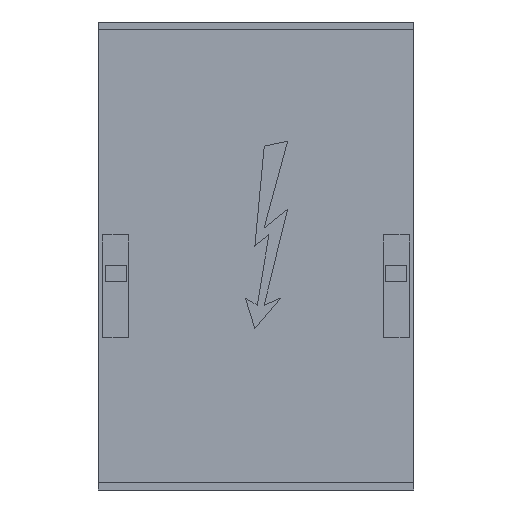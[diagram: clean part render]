
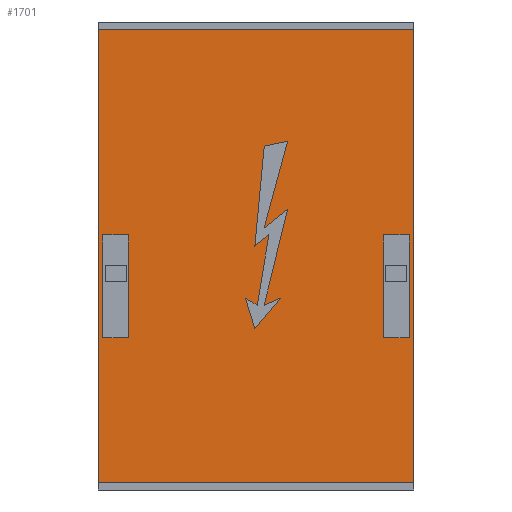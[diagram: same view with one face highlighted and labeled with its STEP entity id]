
A CAD part, front view. The second image highlights one B-rep face of the part: STEP entity #1701.
In plain terms, the highlighted face is planar.
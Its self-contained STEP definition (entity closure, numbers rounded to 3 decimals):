
#40=ORIENTED_EDGE('',*,*,#394,.T.);
#41=ORIENTED_EDGE('',*,*,#395,.T.);
#42=ORIENTED_EDGE('',*,*,#396,.T.);
#43=ORIENTED_EDGE('',*,*,#397,.T.);
#44=ORIENTED_EDGE('',*,*,#398,.T.);
#45=ORIENTED_EDGE('',*,*,#399,.T.);
#46=ORIENTED_EDGE('',*,*,#400,.T.);
#47=ORIENTED_EDGE('',*,*,#401,.T.);
#48=ORIENTED_EDGE('',*,*,#402,.T.);
#49=ORIENTED_EDGE('',*,*,#403,.T.);
#50=ORIENTED_EDGE('',*,*,#404,.T.);
#51=ORIENTED_EDGE('',*,*,#405,.T.);
#52=ORIENTED_EDGE('',*,*,#406,.T.);
#53=ORIENTED_EDGE('',*,*,#407,.T.);
#54=ORIENTED_EDGE('',*,*,#408,.T.);
#55=ORIENTED_EDGE('',*,*,#409,.T.);
#56=ORIENTED_EDGE('',*,*,#410,.F.);
#57=ORIENTED_EDGE('',*,*,#411,.F.);
#58=ORIENTED_EDGE('',*,*,#412,.T.);
#59=ORIENTED_EDGE('',*,*,#413,.T.);
#60=ORIENTED_EDGE('',*,*,#414,.T.);
#61=ORIENTED_EDGE('',*,*,#415,.T.);
#62=ORIENTED_EDGE('',*,*,#416,.T.);
#394=EDGE_CURVE('',#571,#572,#689,.T.);
#395=EDGE_CURVE('',#572,#573,#690,.T.);
#396=EDGE_CURVE('',#573,#574,#691,.T.);
#397=EDGE_CURVE('',#574,#575,#692,.T.);
#398=EDGE_CURVE('',#575,#576,#693,.T.);
#399=EDGE_CURVE('',#576,#577,#694,.T.);
#400=EDGE_CURVE('',#577,#578,#695,.T.);
#401=EDGE_CURVE('',#578,#579,#696,.T.);
#402=EDGE_CURVE('',#579,#580,#697,.T.);
#403=EDGE_CURVE('',#580,#581,#698,.T.);
#404=EDGE_CURVE('',#581,#571,#699,.T.);
#405=EDGE_CURVE('',#582,#583,#700,.T.);
#406=EDGE_CURVE('',#583,#584,#701,.T.);
#407=EDGE_CURVE('',#584,#585,#702,.T.);
#408=EDGE_CURVE('',#585,#582,#703,.T.);
#409=EDGE_CURVE('',#586,#587,#704,.T.);
#410=EDGE_CURVE('',#588,#587,#705,.T.);
#411=EDGE_CURVE('',#589,#588,#706,.T.);
#412=EDGE_CURVE('',#589,#586,#707,.T.);
#413=EDGE_CURVE('',#590,#591,#708,.T.);
#414=EDGE_CURVE('',#591,#592,#709,.T.);
#415=EDGE_CURVE('',#592,#593,#710,.T.);
#416=EDGE_CURVE('',#593,#590,#711,.T.);
#571=VERTEX_POINT('',#2189);
#572=VERTEX_POINT('',#2190);
#573=VERTEX_POINT('',#2192);
#574=VERTEX_POINT('',#2194);
#575=VERTEX_POINT('',#2196);
#576=VERTEX_POINT('',#2198);
#577=VERTEX_POINT('',#2200);
#578=VERTEX_POINT('',#2202);
#579=VERTEX_POINT('',#2204);
#580=VERTEX_POINT('',#2206);
#581=VERTEX_POINT('',#2208);
#582=VERTEX_POINT('',#2211);
#583=VERTEX_POINT('',#2212);
#584=VERTEX_POINT('',#2214);
#585=VERTEX_POINT('',#2216);
#586=VERTEX_POINT('',#2219);
#587=VERTEX_POINT('',#2220);
#588=VERTEX_POINT('',#2222);
#589=VERTEX_POINT('',#2224);
#590=VERTEX_POINT('',#2227);
#591=VERTEX_POINT('',#2228);
#592=VERTEX_POINT('',#2230);
#593=VERTEX_POINT('',#2232);
#689=LINE('',#2188,#866);
#690=LINE('',#2191,#867);
#691=LINE('',#2193,#868);
#692=LINE('',#2195,#869);
#693=LINE('',#2197,#870);
#694=LINE('',#2199,#871);
#695=LINE('',#2201,#872);
#696=LINE('',#2203,#873);
#697=LINE('',#2205,#874);
#698=LINE('',#2207,#875);
#699=LINE('',#2209,#876);
#700=LINE('',#2210,#877);
#701=LINE('',#2213,#878);
#702=LINE('',#2215,#879);
#703=LINE('',#2217,#880);
#704=LINE('',#2218,#881);
#705=LINE('',#2221,#882);
#706=LINE('',#2223,#883);
#707=LINE('',#2225,#884);
#708=LINE('',#2226,#885);
#709=LINE('',#2229,#886);
#710=LINE('',#2231,#887);
#711=LINE('',#2233,#888);
#866=VECTOR('',#1863,1000.);
#867=VECTOR('',#1864,1000.);
#868=VECTOR('',#1865,1000.);
#869=VECTOR('',#1866,1000.);
#870=VECTOR('',#1867,1000.);
#871=VECTOR('',#1868,1000.);
#872=VECTOR('',#1869,1000.);
#873=VECTOR('',#1870,1000.);
#874=VECTOR('',#1871,1000.);
#875=VECTOR('',#1872,1000.);
#876=VECTOR('',#1873,1000.);
#877=VECTOR('',#1874,1000.);
#878=VECTOR('',#1875,1000.);
#879=VECTOR('',#1876,1000.);
#880=VECTOR('',#1877,1000.);
#881=VECTOR('',#1878,1000.);
#882=VECTOR('',#1879,1000.);
#883=VECTOR('',#1880,1000.);
#884=VECTOR('',#1881,1000.);
#885=VECTOR('',#1882,1000.);
#886=VECTOR('',#1883,1000.);
#887=VECTOR('',#1884,1000.);
#888=VECTOR('',#1885,1000.);
#1031=EDGE_LOOP('',(#40,#41,#42,#43,#44,#45,#46,#47,#48,#49,#50));
#1032=EDGE_LOOP('',(#51,#52,#53,#54));
#1033=EDGE_LOOP('',(#55,#56,#57,#58));
#1034=EDGE_LOOP('',(#59,#60,#61,#62));
#1102=FACE_BOUND('',#1031,.T.);
#1103=FACE_BOUND('',#1032,.T.);
#1104=FACE_BOUND('',#1033,.T.);
#1105=FACE_BOUND('',#1034,.T.);
#1171=PLANE('',#1774);
#1701=ADVANCED_FACE('',(#1102,#1103,#1104,#1105),#1171,.F.);
#1774=AXIS2_PLACEMENT_3D('',#2187,#1861,#1862);
#1861=DIRECTION('',(1.,0.,0.));
#1862=DIRECTION('',(0.,0.,-1.));
#1863=DIRECTION('',(0.,-0.965,-0.261));
#1864=DIRECTION('',(0.,0.625,0.781));
#1865=DIRECTION('',(0.,-0.972,-0.237));
#1866=DIRECTION('',(0.,0.394,0.919));
#1867=DIRECTION('',(0.,-0.763,-0.646));
#1868=DIRECTION('',(0.,0.956,-0.294));
#1869=DIRECTION('',(0.,-0.514,0.857));
#1870=DIRECTION('',(0.,0.986,0.164));
#1871=DIRECTION('',(0.,-0.625,-0.781));
#1872=DIRECTION('',(0.,0.996,0.093));
#1873=DIRECTION('',(0.,0.196,0.981));
#1874=DIRECTION('',(0.,0.,1.));
#1875=DIRECTION('',(0.,-1.,0.));
#1876=DIRECTION('',(0.,0.,-1.));
#1877=DIRECTION('',(0.,1.,0.));
#1878=DIRECTION('',(0.,-1.,0.));
#1879=DIRECTION('',(0.,0.,-1.));
#1880=DIRECTION('',(0.,-1.,0.));
#1881=DIRECTION('',(0.,0.,-1.));
#1882=DIRECTION('',(0.,0.,1.));
#1883=DIRECTION('',(0.,-1.,0.));
#1884=DIRECTION('',(0.,0.,-1.));
#1885=DIRECTION('',(0.,1.,0.));
#2187=CARTESIAN_POINT('',(0.,197.,67.5));
#2188=CARTESIAN_POINT('',(0.,149.,13.5));
#2189=CARTESIAN_POINT('',(0.,149.,13.5));
#2190=CARTESIAN_POINT('',(0.,112.,3.5));
#2191=CARTESIAN_POINT('',(0.,112.,3.5));
#2192=CARTESIAN_POINT('',(0.,120.,13.5));
#2193=CARTESIAN_POINT('',(0.,120.,13.5));
#2194=CARTESIAN_POINT('',(0.,79.,3.5));
#2195=CARTESIAN_POINT('',(0.,79.,3.5));
#2196=CARTESIAN_POINT('',(0.,82.,10.5));
#2197=CARTESIAN_POINT('',(0.,82.,10.5));
#2198=CARTESIAN_POINT('',(0.,69.,-0.5));
#2199=CARTESIAN_POINT('',(0.,69.,-0.5));
#2200=CARTESIAN_POINT('',(0.,82.,-4.5));
#2201=CARTESIAN_POINT('',(0.,82.,-4.5));
#2202=CARTESIAN_POINT('',(0.,79.,0.5));
#2203=CARTESIAN_POINT('',(0.,79.,0.5));
#2204=CARTESIAN_POINT('',(0.,109.,5.5));
#2205=CARTESIAN_POINT('',(0.,109.,5.5));
#2206=CARTESIAN_POINT('',(0.,104.2,-0.5));
#2207=CARTESIAN_POINT('',(0.,104.2,-0.5));
#2208=CARTESIAN_POINT('',(0.,147.,3.5));
#2209=CARTESIAN_POINT('',(0.,147.,3.5));
#2210=CARTESIAN_POINT('',(0.,109.,54.5));
#2211=CARTESIAN_POINT('',(0.,109.,54.5));
#2212=CARTESIAN_POINT('',(0.,109.,65.5));
#2213=CARTESIAN_POINT('',(0.,109.,65.5));
#2214=CARTESIAN_POINT('',(0.,65.,65.5));
#2215=CARTESIAN_POINT('',(0.,65.,65.5));
#2216=CARTESIAN_POINT('',(0.,65.,54.5));
#2217=CARTESIAN_POINT('',(0.,65.,54.5));
#2218=CARTESIAN_POINT('',(0.,197.,-67.5));
#2219=CARTESIAN_POINT('',(0.,197.,-67.5));
#2220=CARTESIAN_POINT('',(0.,3.,-67.5));
#2221=CARTESIAN_POINT('',(0.,3.,67.5));
#2222=CARTESIAN_POINT('',(0.,3.,67.5));
#2223=CARTESIAN_POINT('',(0.,197.,67.5));
#2224=CARTESIAN_POINT('',(0.,197.,67.5));
#2225=CARTESIAN_POINT('',(0.,197.,67.5));
#2226=CARTESIAN_POINT('',(0.,109.,-65.5));
#2227=CARTESIAN_POINT('',(0.,109.,-65.5));
#2228=CARTESIAN_POINT('',(0.,109.,-54.5));
#2229=CARTESIAN_POINT('',(0.,109.,-54.5));
#2230=CARTESIAN_POINT('',(0.,65.,-54.5));
#2231=CARTESIAN_POINT('',(0.,65.,-54.5));
#2232=CARTESIAN_POINT('',(0.,65.,-65.5));
#2233=CARTESIAN_POINT('',(0.,65.,-65.5));
